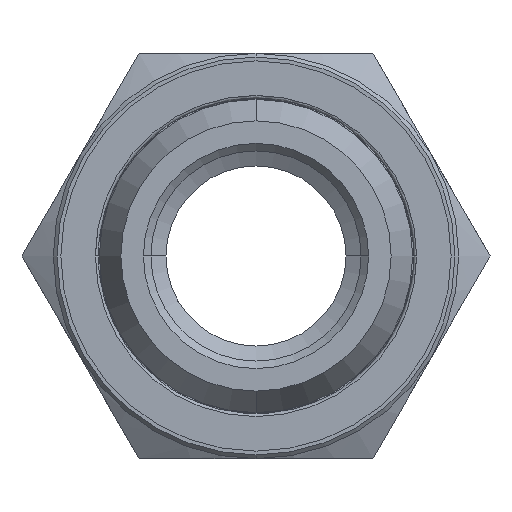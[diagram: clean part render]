
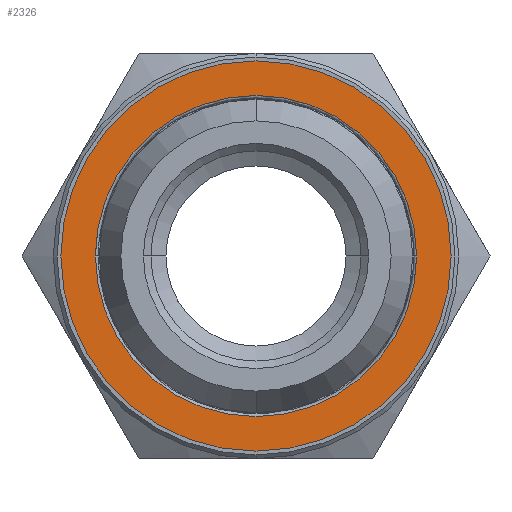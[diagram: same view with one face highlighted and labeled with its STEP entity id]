
A CAD part, front view. The second image highlights one B-rep face of the part: STEP entity #2326.
In plain terms, the highlighted planar face has unit normal (0, -1, 0).
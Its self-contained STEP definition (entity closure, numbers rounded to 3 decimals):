
#236 = FACE_BOUND ( 'NONE', #2060, .T. ) ;
#240 = FACE_OUTER_BOUND ( 'NONE', #706, .T. ) ;
#706 = EDGE_LOOP ( 'NONE', ( #1531, #1532 ) ) ;
#942 = EDGE_CURVE ( 'NONE', #1648, #1647, #2091, .T. ) ;
#1074 = EDGE_CURVE ( 'NONE', #1635, #1632, #2231, .T. ) ;
#1101 = EDGE_CURVE ( 'NONE', #1647, #1648, #2272, .T. ) ;
#1102 = EDGE_CURVE ( 'NONE', #1632, #1635, #2273, .T. ) ;
#1131 = AXIS2_PLACEMENT_3D ( 'NONE', #3604, #3605, #3606 ) ;
#1529 = ORIENTED_EDGE ( 'NONE', *, *, #1101, .T. ) ;
#1530 = ORIENTED_EDGE ( 'NONE', *, *, #942, .T. ) ;
#1531 = ORIENTED_EDGE ( 'NONE', *, *, #1102, .T. ) ;
#1532 = ORIENTED_EDGE ( 'NONE', *, *, #1074, .T. ) ;
#1632 = VERTEX_POINT ( 'NONE', #1895 ) ;
#1635 = VERTEX_POINT ( 'NONE', #1898 ) ;
#1647 = VERTEX_POINT ( 'NONE', #1910 ) ;
#1648 = VERTEX_POINT ( 'NONE', #1911 ) ;
#1895 = CARTESIAN_POINT ( 'NONE',  ( -13., 10.2, 0. ) ) ;
#1898 = CARTESIAN_POINT ( 'NONE',  ( 13., 10.2, 0. ) ) ;
#1910 = CARTESIAN_POINT ( 'NONE',  ( 10.7, 10.2, 0. ) ) ;
#1911 = CARTESIAN_POINT ( 'NONE',  ( -10.7, 10.2, 0. ) ) ;
#2060 = EDGE_LOOP ( 'NONE', ( #1529, #1530 ) ) ;
#2091 = CIRCLE ( 'NONE', #1131, 10.7 ) ;
#2231 = CIRCLE ( 'NONE', #3245, 13. ) ;
#2272 = CIRCLE ( 'NONE', #3259, 10.7 ) ;
#2273 = CIRCLE ( 'NONE', #3260, 13. ) ;
#2326 = ADVANCED_FACE ( 'NONE', ( #236, #240 ), #2606, .T. ) ;
#2606 = PLANE ( 'NONE',  #3406 ) ;
#2613 = CARTESIAN_POINT ( 'NONE',  ( 0., 10.2, 0. ) ) ;
#2614 = DIRECTION ( 'NONE',  ( 0., -1., 0. ) ) ;
#2615 = DIRECTION ( 'NONE',  ( 1., 0., 0. ) ) ;
#2995 = CARTESIAN_POINT ( 'NONE',  ( 0., 10.2, 0. ) ) ;
#2996 = DIRECTION ( 'NONE',  ( 0., 1., 0. ) ) ;
#2997 = DIRECTION ( 'NONE',  ( 1., 0., 0. ) ) ;
#2998 = CARTESIAN_POINT ( 'NONE',  ( 0., 10.2, 0. ) ) ;
#2999 = DIRECTION ( 'NONE',  ( 0., -1., 0. ) ) ;
#3000 = DIRECTION ( 'NONE',  ( 1., 0., 0. ) ) ;
#3145 = CARTESIAN_POINT ( 'NONE',  ( 0., 10.2, 0. ) ) ;
#3146 = DIRECTION ( 'NONE',  ( 0., -1., 0. ) ) ;
#3147 = DIRECTION ( 'NONE',  ( 1., 0., 0. ) ) ;
#3245 = AXIS2_PLACEMENT_3D ( 'NONE', #3145, #3146, #3147 ) ;
#3259 = AXIS2_PLACEMENT_3D ( 'NONE', #2995, #2996, #2997 ) ;
#3260 = AXIS2_PLACEMENT_3D ( 'NONE', #2998, #2999, #3000 ) ;
#3406 = AXIS2_PLACEMENT_3D ( 'NONE', #2613, #2614, #2615 ) ;
#3604 = CARTESIAN_POINT ( 'NONE',  ( 0., 10.2, 0. ) ) ;
#3605 = DIRECTION ( 'NONE',  ( 0., 1., 0. ) ) ;
#3606 = DIRECTION ( 'NONE',  ( 1., 0., 0. ) ) ;
